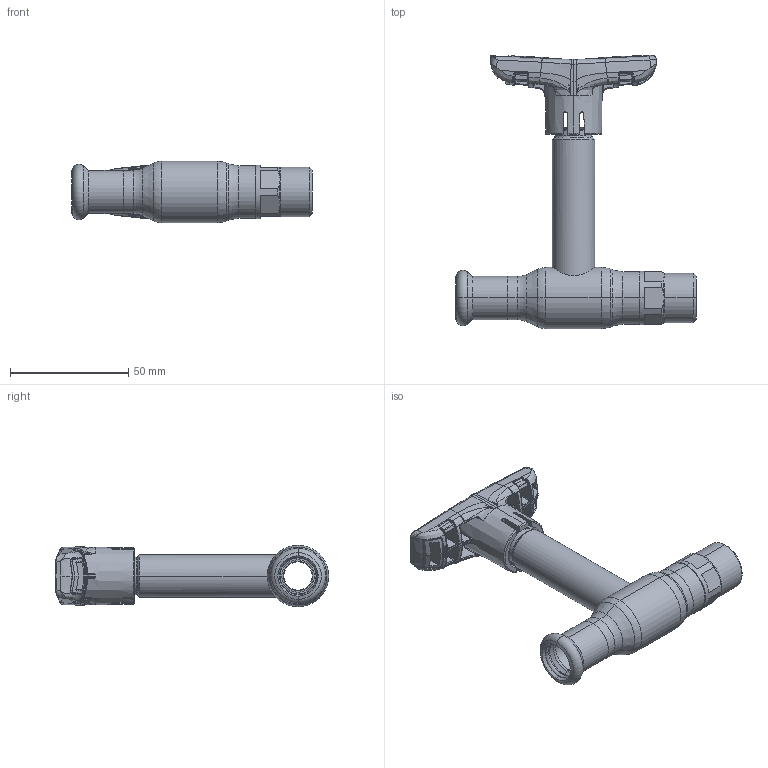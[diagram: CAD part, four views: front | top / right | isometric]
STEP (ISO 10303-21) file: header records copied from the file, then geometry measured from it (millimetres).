
FILE_DESCRIPTION (( 'STEP AP214' ), '1' );
FILE_NAME ('1010001211-1400.step', '2024-01-16T11:05:50', ( '' ), ( '' ), 'SwSTEP 2.0', 'SolidWorks 2021', '' );
FILE_SCHEMA (( 'AUTOMOTIVE_DESIGN' ));
Length unit declared in the file: millimetre
Products named in the file (1): 1010001211-1400
Bounding box: 102 x 115.79 x 26 mm (x, y, z)
Surface area: 22617.1 mm2 (no closed solid volume)
Topology: 0 solids, 7 shells, 712 faces, 2131 edges, 1331 vertices
Faces by surface type: bspline 550, plane 63, cylinder 36, cone 35, torus 23, sphere 5
Entity records: 54954 total; most frequent: CARTESIAN_POINT 32993, ORIENTED_EDGE 3677, EDGE_CURVE 2125, DIRECTION 1500, B_SPLINE_CURVE_WITH_KNOTS 1446, VERTEX_POINT 1331, EDGE_LOOP 720, UNCERTAINTY_MEASURE_WITH_UNIT 714
